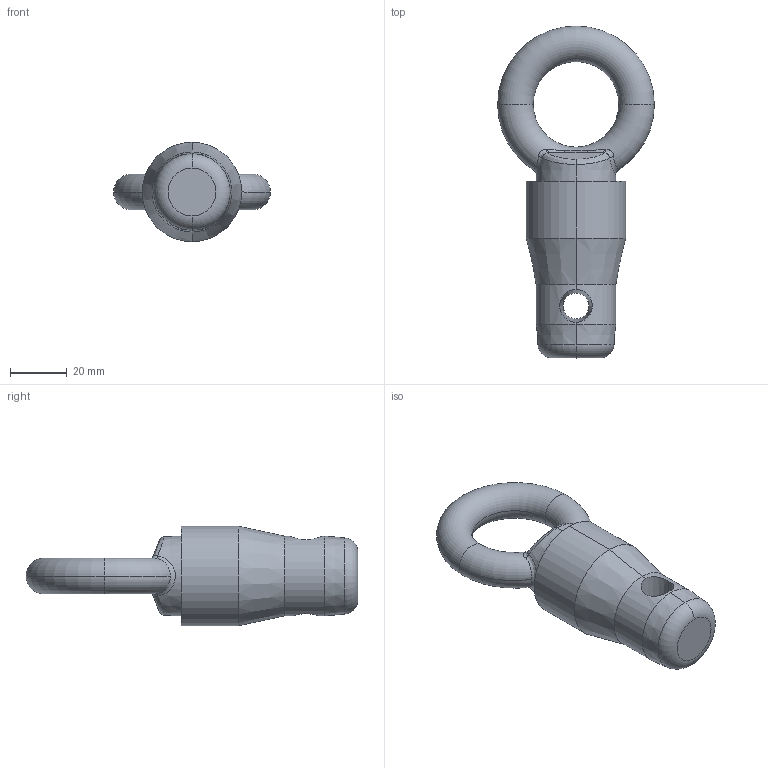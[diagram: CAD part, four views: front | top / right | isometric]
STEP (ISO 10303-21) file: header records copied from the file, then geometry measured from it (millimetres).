
FILE_DESCRIPTION (( 'STEP AP203' ), '1' );
FILE_NAME ('T45745.STEP', '2018-07-27T14:03:43', ( '' ), ( '' ), 'SwSTEP 2.0', 'SolidWorks 2016', '' );
FILE_SCHEMA (( 'CONFIG_CONTROL_DESIGN' ));
Length unit declared in the file: millimetre
Products named in the file (3): T39902; TH3127; T45745
Assembly tree (2 placements, depth 2):
  T45745
    TH3127
    T39902
Bounding box: 55 x 116.5 x 34.9 mm (x, y, z)
Volume: 63251.1 mm3; surface area: 16050.5 mm2
Topology: 2 solids, 2 shells, 61 faces, 143 edges, 82 vertices
Faces by surface type: bspline 20, cone 14, cylinder 12, plane 9, torus 6
Entity records: 3092 total; most frequent: CARTESIAN_POINT 1554, ORIENTED_EDGE 278, DIRECTION 240, EDGE_CURVE 139, AXIS2_PLACEMENT_3D 105, VERTEX_POINT 82, EDGE_LOOP 65, FACE_OUTER_BOUND 61
